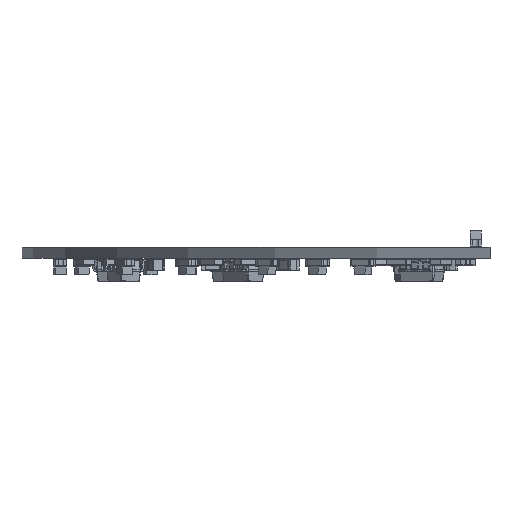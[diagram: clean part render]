
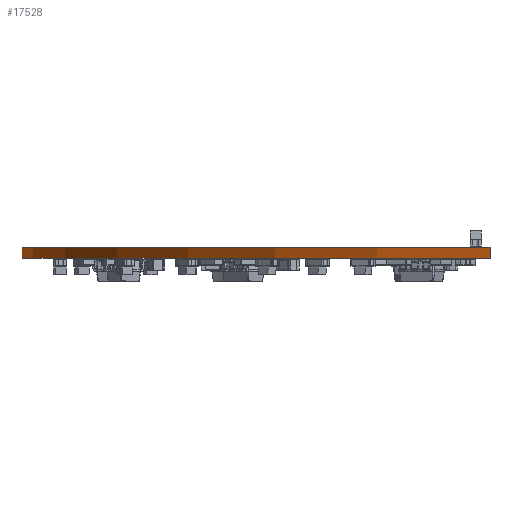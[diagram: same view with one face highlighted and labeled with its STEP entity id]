
A CAD part, left-side view. The second image highlights one B-rep face of the part: STEP entity #17528.
In plain terms, the highlighted cylindrical face has radius 53 mm (diameter 106 mm), a partial arc.
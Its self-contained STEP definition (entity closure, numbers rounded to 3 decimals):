
#16222 = PLANE('',#16223);
#16223 = AXIS2_PLACEMENT_3D('',#16224,#16225,#16226);
#16224 = CARTESIAN_POINT('',(150.,-85.106,0.8));
#16225 = DIRECTION('',(0.,0.,1.));
#16226 = DIRECTION('',(1.,0.,0.));
#16277 = PLANE('',#16278);
#16278 = AXIS2_PLACEMENT_3D('',#16279,#16280,#16281);
#16279 = CARTESIAN_POINT('',(150.,-85.106,0.));
#16280 = DIRECTION('',(0.,0.,1.));
#16281 = DIRECTION('',(1.,0.,0.));
#16557 = VERTEX_POINT('',#16558);
#16558 = CARTESIAN_POINT('',(199.082,-100.,0.));
#16572 = PLANE('',#16573);
#16573 = AXIS2_PLACEMENT_3D('',#16574,#16575,#16576);
#16574 = CARTESIAN_POINT('',(188.066,-100.,0.));
#16575 = DIRECTION('',(0.,1.,0.));
#16576 = DIRECTION('',(1.,0.,0.));
#16584 = EDGE_CURVE('',#16557,#16585,#16587,.T.);
#16585 = VERTEX_POINT('',#16586);
#16586 = CARTESIAN_POINT('',(100.918,-100.,0.));
#16587 = SURFACE_CURVE('',#16588,(#16593,#16600),.PCURVE_S1.);
#16588 = CIRCLE('',#16589,53.);
#16589 = AXIS2_PLACEMENT_3D('',#16590,#16591,#16592);
#16590 = CARTESIAN_POINT('',(150.,-120.,0.));
#16591 = DIRECTION('',(0.,0.,1.));
#16592 = DIRECTION('',(1.,0.,0.));
#16593 = PCURVE('',#16277,#16594);
#16594 = DEFINITIONAL_REPRESENTATION('',(#16595),#16599);
#16595 = CIRCLE('',#16596,53.);
#16596 = AXIS2_PLACEMENT_2D('',#16597,#16598);
#16597 = CARTESIAN_POINT('',(0.,-34.894));
#16598 = DIRECTION('',(1.,0.));
#16599 = ( GEOMETRIC_REPRESENTATION_CONTEXT(2) 
PARAMETRIC_REPRESENTATION_CONTEXT() REPRESENTATION_CONTEXT('2D SPACE',''
  ) );
#16600 = PCURVE('',#16601,#16606);
#16601 = CYLINDRICAL_SURFACE('',#16602,53.);
#16602 = AXIS2_PLACEMENT_3D('',#16603,#16604,#16605);
#16603 = CARTESIAN_POINT('',(150.,-120.,0.));
#16604 = DIRECTION('',(0.,0.,-1.));
#16605 = DIRECTION('',(1.,0.,0.));
#16606 = DEFINITIONAL_REPRESENTATION('',(#16607),#16611);
#16607 = LINE('',#16608,#16609);
#16608 = CARTESIAN_POINT('',(0.,0.));
#16609 = VECTOR('',#16610,1.);
#16610 = DIRECTION('',(-1.,0.));
#16611 = ( GEOMETRIC_REPRESENTATION_CONTEXT(2) 
PARAMETRIC_REPRESENTATION_CONTEXT() REPRESENTATION_CONTEXT('2D SPACE',''
  ) );
#16629 = PLANE('',#16630);
#16630 = AXIS2_PLACEMENT_3D('',#16631,#16632,#16633);
#16631 = CARTESIAN_POINT('',(100.918,-100.,0.));
#16632 = DIRECTION('',(0.,1.,0.));
#16633 = DIRECTION('',(1.,0.,0.));
#16970 = VERTEX_POINT('',#16971);
#16971 = CARTESIAN_POINT('',(199.082,-100.,0.8));
#16992 = EDGE_CURVE('',#16970,#16993,#16995,.T.);
#16993 = VERTEX_POINT('',#16994);
#16994 = CARTESIAN_POINT('',(100.918,-100.,0.8));
#16995 = SURFACE_CURVE('',#16996,(#17001,#17008),.PCURVE_S1.);
#16996 = CIRCLE('',#16997,53.);
#16997 = AXIS2_PLACEMENT_3D('',#16998,#16999,#17000);
#16998 = CARTESIAN_POINT('',(150.,-120.,0.8));
#16999 = DIRECTION('',(0.,0.,1.));
#17000 = DIRECTION('',(1.,0.,0.));
#17001 = PCURVE('',#16222,#17002);
#17002 = DEFINITIONAL_REPRESENTATION('',(#17003),#17007);
#17003 = CIRCLE('',#17004,53.);
#17004 = AXIS2_PLACEMENT_2D('',#17005,#17006);
#17005 = CARTESIAN_POINT('',(0.,-34.894));
#17006 = DIRECTION('',(1.,0.));
#17007 = ( GEOMETRIC_REPRESENTATION_CONTEXT(2) 
PARAMETRIC_REPRESENTATION_CONTEXT() REPRESENTATION_CONTEXT('2D SPACE',''
  ) );
#17008 = PCURVE('',#16601,#17009);
#17009 = DEFINITIONAL_REPRESENTATION('',(#17010),#17014);
#17010 = LINE('',#17011,#17012);
#17011 = CARTESIAN_POINT('',(0.,-0.8));
#17012 = VECTOR('',#17013,1.);
#17013 = DIRECTION('',(-1.,0.));
#17014 = ( GEOMETRIC_REPRESENTATION_CONTEXT(2) 
PARAMETRIC_REPRESENTATION_CONTEXT() REPRESENTATION_CONTEXT('2D SPACE',''
  ) );
#17480 = EDGE_CURVE('',#16557,#16970,#17481,.T.);
#17481 = SURFACE_CURVE('',#17482,(#17486,#17493),.PCURVE_S1.);
#17482 = LINE('',#17483,#17484);
#17483 = CARTESIAN_POINT('',(199.082,-100.,0.));
#17484 = VECTOR('',#17485,1.);
#17485 = DIRECTION('',(0.,0.,1.));
#17486 = PCURVE('',#16572,#17487);
#17487 = DEFINITIONAL_REPRESENTATION('',(#17488),#17492);
#17488 = LINE('',#17489,#17490);
#17489 = CARTESIAN_POINT('',(11.016,0.));
#17490 = VECTOR('',#17491,1.);
#17491 = DIRECTION('',(0.,-1.));
#17492 = ( GEOMETRIC_REPRESENTATION_CONTEXT(2) 
PARAMETRIC_REPRESENTATION_CONTEXT() REPRESENTATION_CONTEXT('2D SPACE',''
  ) );
#17493 = PCURVE('',#16601,#17494);
#17494 = DEFINITIONAL_REPRESENTATION('',(#17495),#17499);
#17495 = LINE('',#17496,#17497);
#17496 = CARTESIAN_POINT('',(-0.387,0.));
#17497 = VECTOR('',#17498,1.);
#17498 = DIRECTION('',(0.,-1.));
#17499 = ( GEOMETRIC_REPRESENTATION_CONTEXT(2) 
PARAMETRIC_REPRESENTATION_CONTEXT() REPRESENTATION_CONTEXT('2D SPACE',''
  ) );
#17528 = ADVANCED_FACE('',(#17529),#16601,.T.);
#17529 = FACE_BOUND('',#17530,.F.);
#17530 = EDGE_LOOP('',(#17531,#17532,#17533,#17554));
#17531 = ORIENTED_EDGE('',*,*,#17480,.T.);
#17532 = ORIENTED_EDGE('',*,*,#16992,.T.);
#17533 = ORIENTED_EDGE('',*,*,#17534,.F.);
#17534 = EDGE_CURVE('',#16585,#16993,#17535,.T.);
#17535 = SURFACE_CURVE('',#17536,(#17540,#17547),.PCURVE_S1.);
#17536 = LINE('',#17537,#17538);
#17537 = CARTESIAN_POINT('',(100.918,-100.,0.));
#17538 = VECTOR('',#17539,1.);
#17539 = DIRECTION('',(0.,0.,1.));
#17540 = PCURVE('',#16601,#17541);
#17541 = DEFINITIONAL_REPRESENTATION('',(#17542),#17546);
#17542 = LINE('',#17543,#17544);
#17543 = CARTESIAN_POINT('',(-2.755,0.));
#17544 = VECTOR('',#17545,1.);
#17545 = DIRECTION('',(0.,-1.));
#17546 = ( GEOMETRIC_REPRESENTATION_CONTEXT(2) 
PARAMETRIC_REPRESENTATION_CONTEXT() REPRESENTATION_CONTEXT('2D SPACE',''
  ) );
#17547 = PCURVE('',#16629,#17548);
#17548 = DEFINITIONAL_REPRESENTATION('',(#17549),#17553);
#17549 = LINE('',#17550,#17551);
#17550 = CARTESIAN_POINT('',(0.,0.));
#17551 = VECTOR('',#17552,1.);
#17552 = DIRECTION('',(0.,-1.));
#17553 = ( GEOMETRIC_REPRESENTATION_CONTEXT(2) 
PARAMETRIC_REPRESENTATION_CONTEXT() REPRESENTATION_CONTEXT('2D SPACE',''
  ) );
#17554 = ORIENTED_EDGE('',*,*,#16584,.F.);
